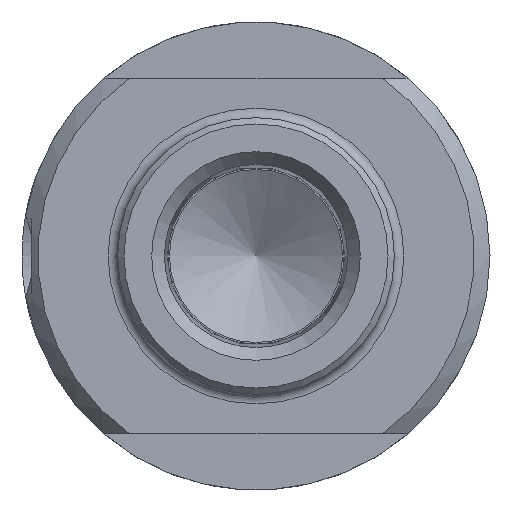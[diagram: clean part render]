
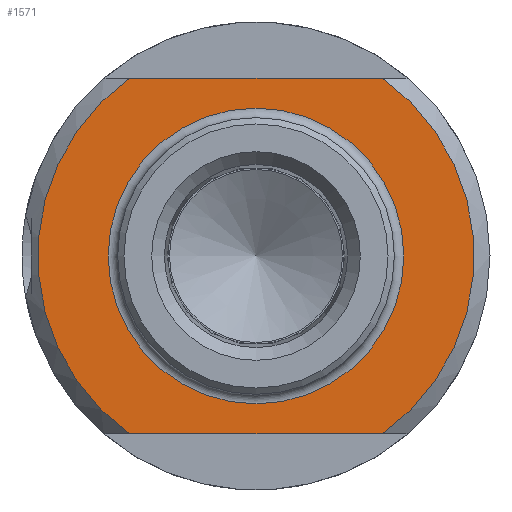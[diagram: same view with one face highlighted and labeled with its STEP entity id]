
A CAD part, left-side view. The second image highlights one B-rep face of the part: STEP entity #1571.
In plain terms, the highlighted planar face has unit normal (-1, 0, 0).
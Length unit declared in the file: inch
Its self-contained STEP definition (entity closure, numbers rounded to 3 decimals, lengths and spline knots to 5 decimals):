
#163=FACE_BOUND('',#409,.T.);
#288=FACE_OUTER_BOUND('',#408,.T.);
#408=EDGE_LOOP('',(#1392,#1393,#1394,#1395));
#409=EDGE_LOOP('',(#1396));
#491=LINE('',#2766,#563);
#492=LINE('',#2771,#564);
#563=VECTOR('',#2205,0.79923);
#564=VECTOR('',#2212,0.79923);
#658=CIRCLE('',#1757,0.69);
#661=CIRCLE('',#1764,0.69);
#662=CIRCLE('',#1765,0.4675);
#796=VERTEX_POINT('',#2743);
#797=VERTEX_POINT('',#2747);
#800=VERTEX_POINT('',#2757);
#803=VERTEX_POINT('',#2770);
#804=VERTEX_POINT('',#2773);
#999=EDGE_CURVE('',#796,#797,#658,.T.);
#1006=EDGE_CURVE('',#800,#797,#491,.T.);
#1008=EDGE_CURVE('',#796,#803,#492,.T.);
#1009=EDGE_CURVE('',#800,#803,#661,.T.);
#1010=EDGE_CURVE('',#804,#804,#662,.T.);
#1392=ORIENTED_EDGE('',*,*,#1006,.T.);
#1393=ORIENTED_EDGE('',*,*,#999,.F.);
#1394=ORIENTED_EDGE('',*,*,#1008,.T.);
#1395=ORIENTED_EDGE('',*,*,#1009,.F.);
#1396=ORIENTED_EDGE('',*,*,#1010,.F.);
#1479=PLANE('',#1763);
#1571=ADVANCED_FACE('',(#288,#163),#1479,.T.);
#1757=AXIS2_PLACEMENT_3D('',#2748,#2194,#2195);
#1763=AXIS2_PLACEMENT_3D('',#2769,#2210,#2211);
#1764=AXIS2_PLACEMENT_3D('',#2772,#2213,#2214);
#1765=AXIS2_PLACEMENT_3D('',#2774,#2215,#2216);
#2194=DIRECTION('center_axis',(1.,0.,0.));
#2195=DIRECTION('ref_axis',(0.,-1.,0.));
#2205=DIRECTION('',(0.,1.,0.));
#2210=DIRECTION('center_axis',(-1.,0.,0.));
#2211=DIRECTION('ref_axis',(0.,0.,1.));
#2212=DIRECTION('',(0.,-1.,0.));
#2213=DIRECTION('center_axis',(1.,0.,0.));
#2214=DIRECTION('ref_axis',(0.,-1.,0.));
#2215=DIRECTION('center_axis',(-1.,0.,0.));
#2216=DIRECTION('ref_axis',(0.,-1.,0.));
#2743=CARTESIAN_POINT('',(0.625,0.39962,-0.5625));
#2747=CARTESIAN_POINT('',(0.625,0.39962,0.5625));
#2748=CARTESIAN_POINT('Origin',(0.625,0.,0.));
#2757=CARTESIAN_POINT('',(0.625,-0.39962,0.5625));
#2766=CARTESIAN_POINT('',(0.625,-0.12279,0.5625));
#2769=CARTESIAN_POINT('Origin',(0.625,0.58875,0.));
#2770=CARTESIAN_POINT('',(0.625,-0.39962,-0.5625));
#2771=CARTESIAN_POINT('',(0.625,-0.12279,-0.5625));
#2772=CARTESIAN_POINT('Origin',(0.625,0.,0.));
#2773=CARTESIAN_POINT('',(0.625,0.4675,0.));
#2774=CARTESIAN_POINT('Origin',(0.625,0.,0.));
